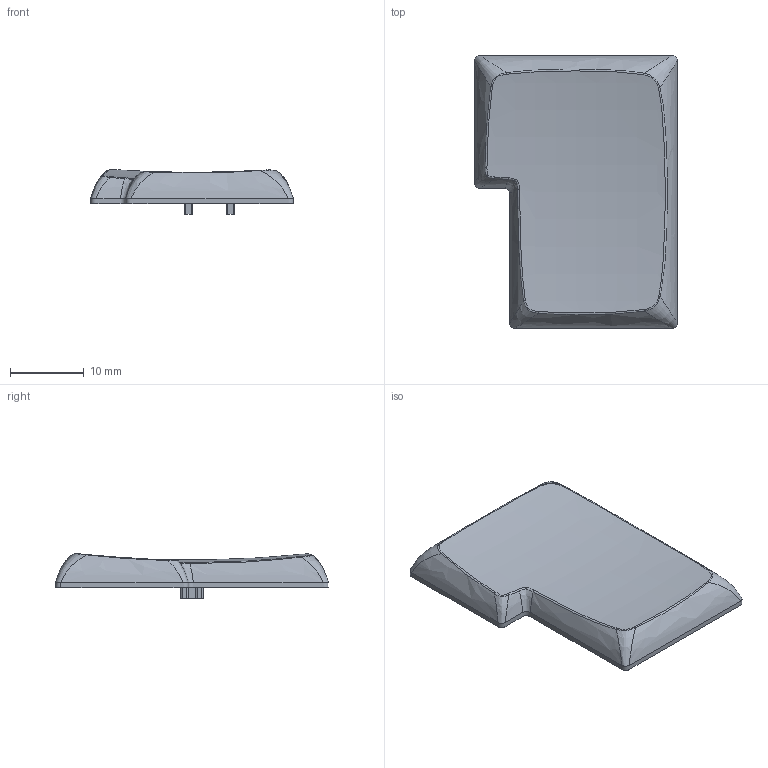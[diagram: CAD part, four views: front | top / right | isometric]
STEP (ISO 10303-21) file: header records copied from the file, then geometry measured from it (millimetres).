
FILE_DESCRIPTION(/* description */ (''),/* implementation_level */ '2;1');
FILE_NAME(/* name */ 'iso_enter',/* time_stamp */ '2022-08-28T20:06:50+02:00',/* author */ (''),/* organization */ (''),/* preprocessor_version */ 'ST-DEVELOPER v16.5',/* originating_system */ 'Rhino 7.21',/* authorisation */ '');
FILE_SCHEMA (('CONFIG_CONTROL_DESIGN'));
Length unit declared in the file: millimetre
Products named in the file (1): Document
Bounding box: 27.5 x 37 x 6.04 mm (x, y, z)
Volume: 1466.9 mm3; surface area: 2694.8 mm2
Topology: 1 solids, 1 shells, 253 faces, 668 edges, 423 vertices
Faces by surface type: plane 135, cylinder 76, bspline 42
Entity records: 11814 total; most frequent: CARTESIAN_POINT 7453, ORIENTED_EDGE 1336, EDGE_CURVE 668, B_SPLINE_CURVE_WITH_KNOTS 424, VERTEX_POINT 423, EDGE_LOOP 259, ADVANCED_FACE 253, FACE_OUTER_BOUND 253
